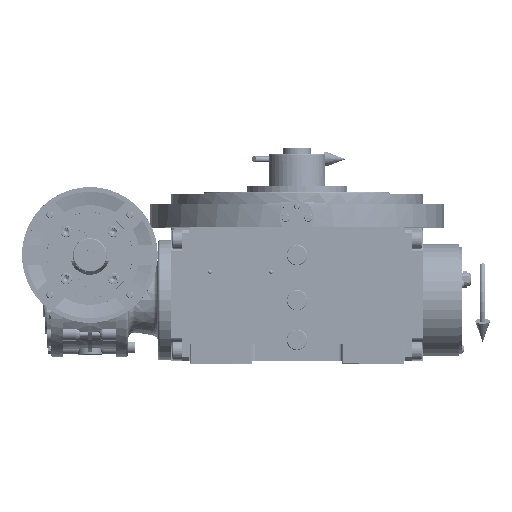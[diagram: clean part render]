
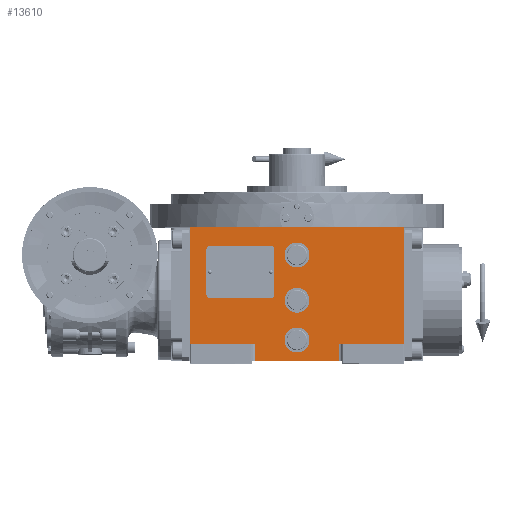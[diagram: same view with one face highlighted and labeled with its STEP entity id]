
A CAD part, top view. The second image highlights one B-rep face of the part: STEP entity #13610.
In plain terms, the highlighted planar face has unit normal (0, 0, 1).
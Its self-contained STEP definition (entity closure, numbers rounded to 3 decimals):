
#128 = VERTEX_POINT ( 'NONE', #142908 ) ;
#521 = CARTESIAN_POINT ( 'NONE',  ( -94.5, -53.5, 163.5 ) ) ;
#526 = CARTESIAN_POINT ( 'NONE',  ( -11., 0., 163.5 ) ) ;
#2035 = EDGE_LOOP ( 'NONE', ( #52952, #100042 ) ) ;
#2580 = EDGE_CURVE ( 'NONE', #60139, #87696, #119987, .T. ) ;
#4771 = EDGE_CURVE ( 'NONE', #147508, #92421, #72757, .T. ) ;
#5258 = CARTESIAN_POINT ( 'NONE',  ( -94.5, 64.5, 163.5 ) ) ;
#7015 = DIRECTION ( 'NONE',  ( -1., 0., 0. ) ) ;
#7857 = CARTESIAN_POINT ( 'NONE',  ( 11., 40., 163.5 ) ) ;
#8091 = EDGE_LOOP ( 'NONE', ( #99819, #113936 ) ) ;
#8674 = CARTESIAN_POINT ( 'NONE',  ( 37., -38.5, 163.5 ) ) ;
#8786 = ORIENTED_EDGE ( 'NONE', *, *, #88766, .T. ) ;
#9273 = CARTESIAN_POINT ( 'NONE',  ( 0., -35., 163.5 ) ) ;
#10320 = DIRECTION ( 'NONE',  ( 0., -1., 0. ) ) ;
#10426 = EDGE_CURVE ( 'NONE', #42311, #92421, #104645, .T. ) ;
#11706 = EDGE_CURVE ( 'NONE', #42311, #60139, #16266, .T. ) ;
#13610 = ADVANCED_FACE ( 'NONE', ( #116711, #92222, #93732, #22686 ), #126680, .T. ) ;
#14509 = CARTESIAN_POINT ( 'NONE',  ( -94.5, 64.5, 163.5 ) ) ;
#14947 = CARTESIAN_POINT ( 'NONE',  ( -11., -35., 163.5 ) ) ;
#15028 = CIRCLE ( 'NONE', #83384, 11. ) ;
#16266 = LINE ( 'NONE', #109461, #83200 ) ;
#22686 = FACE_OUTER_BOUND ( 'NONE', #140619, .T. ) ;
#23090 = CARTESIAN_POINT ( 'NONE',  ( 11., -35., 163.5 ) ) ;
#25060 = LINE ( 'NONE', #83880, #124102 ) ;
#25430 = CARTESIAN_POINT ( 'NONE',  ( -37., -53.5, 163.5 ) ) ;
#26067 = EDGE_CURVE ( 'NONE', #145092, #98412, #76893, .T. ) ;
#26928 = DIRECTION ( 'NONE',  ( 1., 0., 0. ) ) ;
#26942 = CIRCLE ( 'NONE', #117202, 11. ) ;
#32190 = EDGE_CURVE ( 'NONE', #147508, #101911, #146193, .T. ) ;
#32297 = LINE ( 'NONE', #8674, #126201 ) ;
#36585 = CARTESIAN_POINT ( 'NONE',  ( 94.5, 64.5, 163.5 ) ) ;
#36855 = DIRECTION ( 'NONE',  ( 0., 1., 0. ) ) ;
#37098 = AXIS2_PLACEMENT_3D ( 'NONE', #116685, #115922, #137372 ) ;
#38281 = ORIENTED_EDGE ( 'NONE', *, *, #123264, .F. ) ;
#39338 = ORIENTED_EDGE ( 'NONE', *, *, #10426, .T. ) ;
#42311 = VERTEX_POINT ( 'NONE', #89005 ) ;
#44571 = ORIENTED_EDGE ( 'NONE', *, *, #4771, .F. ) ;
#46958 = CARTESIAN_POINT ( 'NONE',  ( 37., -38.5, 163.5 ) ) ;
#48488 = CARTESIAN_POINT ( 'NONE',  ( -11., 40., 163.5 ) ) ;
#50657 = ORIENTED_EDGE ( 'NONE', *, *, #2580, .F. ) ;
#51519 = VECTOR ( 'NONE', #10320, 1000. ) ;
#51710 = CARTESIAN_POINT ( 'NONE',  ( 11., 0., 163.5 ) ) ;
#52133 = VECTOR ( 'NONE', #26928, 1000. ) ;
#52952 = ORIENTED_EDGE ( 'NONE', *, *, #26067, .F. ) ;
#54516 = ORIENTED_EDGE ( 'NONE', *, *, #72392, .F. ) ;
#58506 = CARTESIAN_POINT ( 'NONE',  ( 0., 40., 163.5 ) ) ;
#59389 = CARTESIAN_POINT ( 'NONE',  ( -37., -53.5, 163.5 ) ) ;
#60139 = VERTEX_POINT ( 'NONE', #5258 ) ;
#60312 = DIRECTION ( 'NONE',  ( 1., 0., 0. ) ) ;
#60614 = ORIENTED_EDGE ( 'NONE', *, *, #11706, .F. ) ;
#61891 = VERTEX_POINT ( 'NONE', #51710 ) ;
#65387 = VERTEX_POINT ( 'NONE', #526 ) ;
#65821 = ORIENTED_EDGE ( 'NONE', *, *, #90960, .T. ) ;
#67580 = CARTESIAN_POINT ( 'NONE',  ( -37., -38.5, 163.5 ) ) ;
#68041 = VECTOR ( 'NONE', #60312, 1000. ) ;
#68552 = DIRECTION ( 'NONE',  ( 0., 0., 1. ) ) ;
#69986 = DIRECTION ( 'NONE',  ( 0., 0., 1. ) ) ;
#72127 = AXIS2_PLACEMENT_3D ( 'NONE', #521, #82255, #102219 ) ;
#72189 = CIRCLE ( 'NONE', #138195, 11. ) ;
#72392 = EDGE_CURVE ( 'NONE', #137147, #101911, #81340, .T. ) ;
#72757 = LINE ( 'NONE', #25430, #133526 ) ;
#74144 = DIRECTION ( 'NONE',  ( 1., 0., 0. ) ) ;
#76893 = CIRCLE ( 'NONE', #103793, 11. ) ;
#78557 = CIRCLE ( 'NONE', #37098, 11. ) ;
#81340 = LINE ( 'NONE', #46958, #51519 ) ;
#82255 = DIRECTION ( 'NONE',  ( 0., 0., 1. ) ) ;
#82421 = ORIENTED_EDGE ( 'NONE', *, *, #32190, .T. ) ;
#83126 = DIRECTION ( 'NONE',  ( 0., 1., 0. ) ) ;
#83200 = VECTOR ( 'NONE', #130167, 1000. ) ;
#83329 = EDGE_CURVE ( 'NONE', #65387, #61891, #78557, .T. ) ;
#83384 = AXIS2_PLACEMENT_3D ( 'NONE', #9273, #89505, #7015 ) ;
#83389 = EDGE_LOOP ( 'NONE', ( #38281, #120935 ) ) ;
#83880 = CARTESIAN_POINT ( 'NONE',  ( 94.5, -38.5, 163.5 ) ) ;
#87696 = VERTEX_POINT ( 'NONE', #36585 ) ;
#87858 = EDGE_CURVE ( 'NONE', #98412, #145092, #128566, .T. ) ;
#88766 = EDGE_CURVE ( 'NONE', #137147, #128, #32297, .T. ) ;
#89005 = CARTESIAN_POINT ( 'NONE',  ( -94.5, -38.5, 163.5 ) ) ;
#89505 = DIRECTION ( 'NONE',  ( 0., 0., 1. ) ) ;
#90960 = EDGE_CURVE ( 'NONE', #128, #87696, #25060, .T. ) ;
#91228 = VERTEX_POINT ( 'NONE', #14947 ) ;
#92222 = FACE_BOUND ( 'NONE', #8091, .T. ) ;
#92401 = CARTESIAN_POINT ( 'NONE',  ( -94.5, -38.5, 163.5 ) ) ;
#92421 = VERTEX_POINT ( 'NONE', #67580 ) ;
#92644 = DIRECTION ( 'NONE',  ( 1., 0., 0. ) ) ;
#93016 = CARTESIAN_POINT ( 'NONE',  ( 0., 40., 163.5 ) ) ;
#93732 = FACE_BOUND ( 'NONE', #2035, .T. ) ;
#97028 = CARTESIAN_POINT ( 'NONE',  ( 37., -38.5, 163.5 ) ) ;
#98412 = VERTEX_POINT ( 'NONE', #48488 ) ;
#99819 = ORIENTED_EDGE ( 'NONE', *, *, #103519, .F. ) ;
#100042 = ORIENTED_EDGE ( 'NONE', *, *, #87858, .F. ) ;
#100648 = DIRECTION ( 'NONE',  ( 0., 0., 1. ) ) ;
#101911 = VERTEX_POINT ( 'NONE', #107369 ) ;
#102219 = DIRECTION ( 'NONE',  ( 1., 0., 0. ) ) ;
#103519 = EDGE_CURVE ( 'NONE', #146213, #91228, #72189, .T. ) ;
#103793 = AXIS2_PLACEMENT_3D ( 'NONE', #58506, #69986, #137364 ) ;
#104645 = LINE ( 'NONE', #92401, #114884 ) ;
#107077 = CARTESIAN_POINT ( 'NONE',  ( 0., -35., 163.5 ) ) ;
#107369 = CARTESIAN_POINT ( 'NONE',  ( 37., -53.5, 163.5 ) ) ;
#109461 = CARTESIAN_POINT ( 'NONE',  ( -94.5, -38.5, 163.5 ) ) ;
#110431 = EDGE_CURVE ( 'NONE', #91228, #146213, #15028, .T. ) ;
#112078 = CARTESIAN_POINT ( 'NONE',  ( 0., 0., 163.5 ) ) ;
#113936 = ORIENTED_EDGE ( 'NONE', *, *, #110431, .F. ) ;
#114884 = VECTOR ( 'NONE', #139093, 1000. ) ;
#115228 = DIRECTION ( 'NONE',  ( -1., 0., 0. ) ) ;
#115922 = DIRECTION ( 'NONE',  ( 0., 0., 1. ) ) ;
#116685 = CARTESIAN_POINT ( 'NONE',  ( 0., 0., 163.5 ) ) ;
#116711 = FACE_BOUND ( 'NONE', #83389, .T. ) ;
#117202 = AXIS2_PLACEMENT_3D ( 'NONE', #112078, #100648, #147292 ) ;
#119987 = LINE ( 'NONE', #14509, #68041 ) ;
#120935 = ORIENTED_EDGE ( 'NONE', *, *, #83329, .F. ) ;
#123264 = EDGE_CURVE ( 'NONE', #61891, #65387, #26942, .T. ) ;
#124102 = VECTOR ( 'NONE', #83126, 1000. ) ;
#126094 = AXIS2_PLACEMENT_3D ( 'NONE', #93016, #68552, #115228 ) ;
#126201 = VECTOR ( 'NONE', #92644, 1000. ) ;
#126680 = PLANE ( 'NONE',  #72127 ) ;
#128566 = CIRCLE ( 'NONE', #126094, 11. ) ;
#130167 = DIRECTION ( 'NONE',  ( 0., 1., 0. ) ) ;
#133526 = VECTOR ( 'NONE', #36855, 1000. ) ;
#137147 = VERTEX_POINT ( 'NONE', #97028 ) ;
#137364 = DIRECTION ( 'NONE',  ( 1., 0., 0. ) ) ;
#137372 = DIRECTION ( 'NONE',  ( -1., 0., 0. ) ) ;
#138195 = AXIS2_PLACEMENT_3D ( 'NONE', #107077, #144556, #74144 ) ;
#139093 = DIRECTION ( 'NONE',  ( 1., 0., 0. ) ) ;
#140619 = EDGE_LOOP ( 'NONE', ( #82421, #54516, #8786, #65821, #50657, #60614, #39338, #44571 ) ) ;
#142908 = CARTESIAN_POINT ( 'NONE',  ( 94.5, -38.5, 163.5 ) ) ;
#143898 = CARTESIAN_POINT ( 'NONE',  ( -37., -53.5, 163.5 ) ) ;
#144556 = DIRECTION ( 'NONE',  ( 0., 0., 1. ) ) ;
#145092 = VERTEX_POINT ( 'NONE', #7857 ) ;
#146193 = LINE ( 'NONE', #143898, #52133 ) ;
#146213 = VERTEX_POINT ( 'NONE', #23090 ) ;
#147292 = DIRECTION ( 'NONE',  ( 1., 0., 0. ) ) ;
#147508 = VERTEX_POINT ( 'NONE', #59389 ) ;
